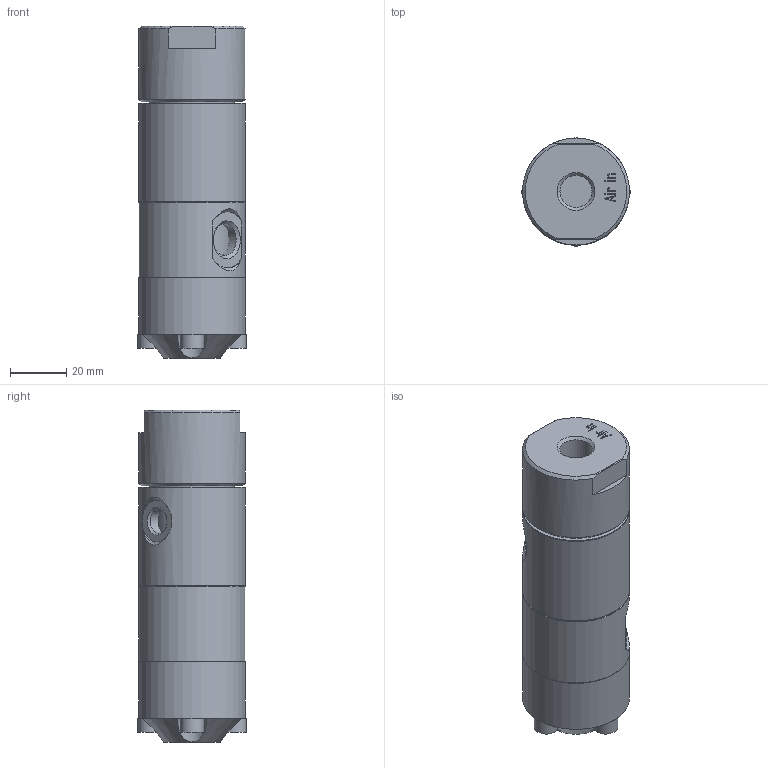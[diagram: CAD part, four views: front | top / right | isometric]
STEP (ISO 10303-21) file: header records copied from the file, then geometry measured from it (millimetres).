
FILE_DESCRIPTION(/* description */ ('Unknown','CAx-IF Rec.Pracs.---Representation and Presentation of Product Manufacturing Information (PMI)---4.0---2014-10-13','CAx-IF Rec.Pracs.---3D Tessellated Geometry---0.4---2014-09-14','2;1'),/* implementation_level */ '2;1');
FILE_NAME(/* name */ '504868_504869_DV-5370_Kunde_S01155',/* time_stamp */ '2023-08-23T16:11:37+02:00',/* author */ ('Unknown'),/* organization */ ('Unknown'),/* preprocessor_version */ 'ST-DEVELOPER v16.7',/* originating_system */ 'Solid Edge',/* authorisation */ 'Unknown');
FILE_SCHEMA (('AP242_MANAGED_MODEL_BASED_3D_ENGINEERING_MIM_LF { 1 0 10303 442 1 1 4 }'));
Length unit declared in the file: millimetre
Products named in the file (6): 504868_504869_DV-5370_Kunde_S01155; S01156_R0_Auslass; S01157_R1_Einlass; S01158_R1_Zylinder; S01159_R1_Endkappe; Screw_DIN_912_M5x60_v16.00
Assembly tree (8 placements, depth 2):
  504868_504869_DV-5370_Kunde_S01155
    S01156_R0_Auslass
    S01157_R1_Einlass
    S01158_R1_Zylinder
    S01159_R1_Endkappe
    Screw_DIN_912_M5x60_v16.00  x4
Bounding box: 38.5 x 38.5 x 118 mm (x, y, z)
Volume: 140787.9 mm3; surface area: 33384 mm2
Topology: 8 solids, 8 shells, 293 faces, 676 edges, 450 vertices
Faces by surface type: plane 144, cylinder 77, cone 44, bspline 28
Full cylindrical faces by diameter (mm): 4.019 x4, 5 x8, 8.5 x4, 8.566 x2, 11.445 x3, 12.9 x1, 16.99 x1, 27 x1, 30 x2, 32 x1, 38 x4
Entity records: 13960 total; most frequent: CARTESIAN_POINT 6223, ORIENTED_EDGE 1150, DIRECTION 1098, EDGE_CURVE 575, AXIS2_PLACEMENT_3D 407, VERTEX_POINT 406, FACE_BOUND 361, EDGE_LOOP 357
